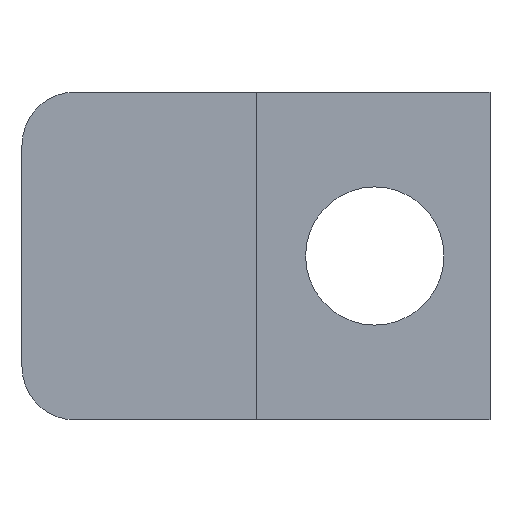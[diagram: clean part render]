
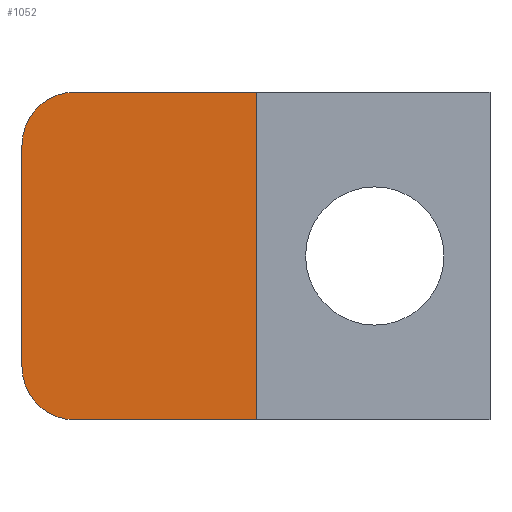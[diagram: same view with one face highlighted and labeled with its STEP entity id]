
A CAD part, front view. The second image highlights one B-rep face of the part: STEP entity #1052.
In plain terms, the highlighted planar face has unit normal (0, -1, 0).
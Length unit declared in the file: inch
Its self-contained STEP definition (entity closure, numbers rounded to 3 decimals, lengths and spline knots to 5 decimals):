
#40 = CARTESIAN_POINT ( 'NONE',  ( 0., 0., 0. ) ) ;
#98 = EDGE_CURVE ( 'NONE', #1957, #3671, #2763, .T. ) ;
#135 = CARTESIAN_POINT ( 'NONE',  ( 0., 0., 0.37 ) ) ;
#418 = VECTOR ( 'NONE', #730, 39.37008 ) ;
#512 = DIRECTION ( 'NONE',  ( 1., 0., 0. ) ) ;
#575 = ORIENTED_EDGE ( 'NONE', *, *, #1737, .T. ) ;
#634 = ORIENTED_EDGE ( 'NONE', *, *, #2061, .F. ) ;
#685 = EDGE_CURVE ( 'NONE', #4246, #813, #1701, .T. ) ;
#690 = CARTESIAN_POINT ( 'NONE',  ( 0., 0., 0.06 ) ) ;
#716 = CARTESIAN_POINT ( 'NONE',  ( 0.265, 0., 0.37 ) ) ;
#730 = DIRECTION ( 'NONE',  ( 1., 0., 0. ) ) ;
#813 = VERTEX_POINT ( 'NONE', #1916 ) ;
#1052 = ADVANCED_FACE ( 'NONE', ( #2560 ), #4221, .F. ) ;
#1066 = AXIS2_PLACEMENT_3D ( 'NONE', #2727, #2469, #1793 ) ;
#1082 = EDGE_LOOP ( 'NONE', ( #1221, #3160, #1889, #575, #2159, #634 ) ) ;
#1210 = DIRECTION ( 'NONE',  ( 0., 1., 0. ) ) ;
#1221 = ORIENTED_EDGE ( 'NONE', *, *, #98, .F. ) ;
#1449 = CARTESIAN_POINT ( 'NONE',  ( 0., 0., 0.37 ) ) ;
#1546 = CIRCLE ( 'NONE', #2107, 0.06 ) ;
#1618 = AXIS2_PLACEMENT_3D ( 'NONE', #2225, #1210, #3890 ) ;
#1701 = LINE ( 'NONE', #40, #418 ) ;
#1722 = DIRECTION ( 'NONE',  ( 0., 0., 1. ) ) ;
#1737 = EDGE_CURVE ( 'NONE', #2091, #4246, #1546, .T. ) ;
#1793 = DIRECTION ( 'NONE',  ( 0., 0., 1. ) ) ;
#1810 = CARTESIAN_POINT ( 'NONE',  ( 0.06, 0., 0.06 ) ) ;
#1889 = ORIENTED_EDGE ( 'NONE', *, *, #4037, .T. ) ;
#1916 = CARTESIAN_POINT ( 'NONE',  ( 0.265, 0., 0. ) ) ;
#1957 = VERTEX_POINT ( 'NONE', #4306 ) ;
#2061 = EDGE_CURVE ( 'NONE', #3671, #813, #3767, .T. ) ;
#2091 = VERTEX_POINT ( 'NONE', #690 ) ;
#2107 = AXIS2_PLACEMENT_3D ( 'NONE', #1810, #3152, #1722 ) ;
#2153 = DIRECTION ( 'NONE',  ( 0., 0., -1. ) ) ;
#2159 = ORIENTED_EDGE ( 'NONE', *, *, #685, .T. ) ;
#2225 = CARTESIAN_POINT ( 'NONE',  ( 0., 0., 0.37 ) ) ;
#2368 = VECTOR ( 'NONE', #512, 39.37008 ) ;
#2469 = DIRECTION ( 'NONE',  ( 0., -1., 0. ) ) ;
#2560 = FACE_OUTER_BOUND ( 'NONE', #1082, .T. ) ;
#2727 = CARTESIAN_POINT ( 'NONE',  ( 0.06, 0., 0.31 ) ) ;
#2730 = CARTESIAN_POINT ( 'NONE',  ( 0., 0., 0.31 ) ) ;
#2731 = VERTEX_POINT ( 'NONE', #2730 ) ;
#2738 = CIRCLE ( 'NONE', #1066, 0.06 ) ;
#2763 = LINE ( 'NONE', #135, #2368 ) ;
#3152 = DIRECTION ( 'NONE',  ( 0., -1., 0. ) ) ;
#3160 = ORIENTED_EDGE ( 'NONE', *, *, #3459, .T. ) ;
#3289 = VECTOR ( 'NONE', #3745, 39.37008 ) ;
#3389 = VECTOR ( 'NONE', #2153, 39.37008 ) ;
#3452 = LINE ( 'NONE', #1449, #3389 ) ;
#3459 = EDGE_CURVE ( 'NONE', #1957, #2731, #2738, .T. ) ;
#3671 = VERTEX_POINT ( 'NONE', #4187 ) ;
#3745 = DIRECTION ( 'NONE',  ( 0., 0., -1. ) ) ;
#3767 = LINE ( 'NONE', #716, #3289 ) ;
#3890 = DIRECTION ( 'NONE',  ( 0., 0., 1. ) ) ;
#4037 = EDGE_CURVE ( 'NONE', #2731, #2091, #3452, .T. ) ;
#4187 = CARTESIAN_POINT ( 'NONE',  ( 0.265, 0., 0.37 ) ) ;
#4221 = PLANE ( 'NONE',  #1618 ) ;
#4246 = VERTEX_POINT ( 'NONE', #4310 ) ;
#4306 = CARTESIAN_POINT ( 'NONE',  ( 0.06, 0., 0.37 ) ) ;
#4310 = CARTESIAN_POINT ( 'NONE',  ( 0.06, 0., 0. ) ) ;
